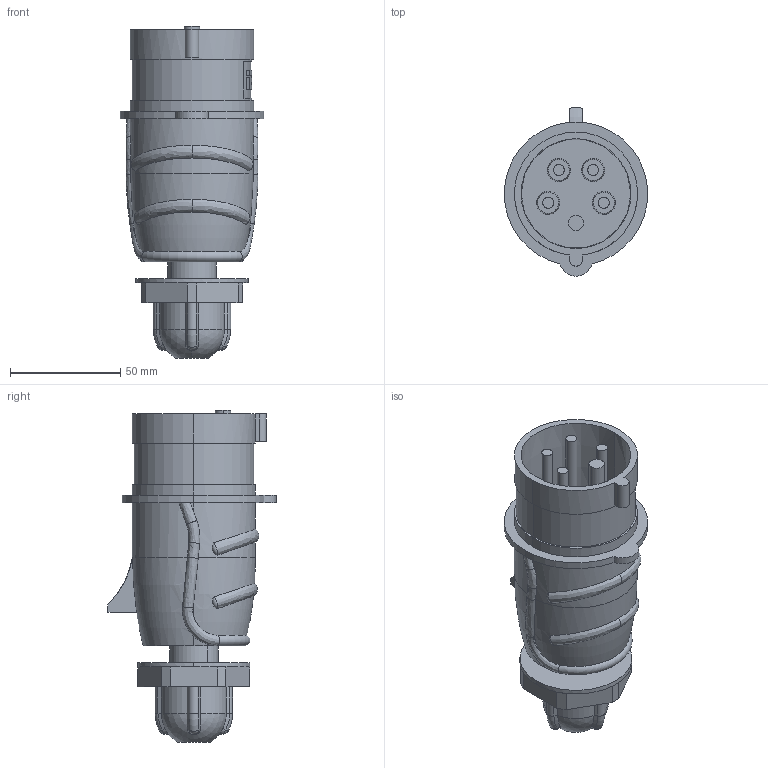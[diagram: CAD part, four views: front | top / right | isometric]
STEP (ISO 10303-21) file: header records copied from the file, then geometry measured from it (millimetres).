
FILE_DESCRIPTION (( 'STEP AP214' ), '1' );
FILE_NAME ('PSN02-016-5 MAGNUM Âèëêà ïåðåíîñ. ÑÑÈ-015 16À-6÷ 380Â 3P+PE+N IP44 IEK.STEP', '2025-07-22T10:27:20', ( '' ), ( '' ), 'SwSTEP 2.0', 'SolidWorks 2022', '' );
FILE_SCHEMA (( 'AUTOMOTIVE_DESIGN' ));
Length unit declared in the file: millimetre
Products named in the file (1): PSN02-016-5 MAGNUM Вилка перенос. ССИ-015 16А-6ч 380В 3P+PE+N IP44 IEK
Bounding box: 65 x 76.28 x 150.35 mm (x, y, z)
Volume: 140773.6 mm3; surface area: 61561.4 mm2
Topology: 11 solids, 11 shells, 615 faces, 1535 edges, 982 vertices
Faces by surface type: plane 344, cylinder 163, cone 44, bspline 40, torus 18, sphere 6
Entity records: 21884 total; most frequent: CARTESIAN_POINT 6997, ORIENTED_EDGE 3036, DIRECTION 2960, EDGE_CURVE 1518, AXIS2_PLACEMENT_3D 1035, VERTEX_POINT 982, VECTOR 890, LINE 890
